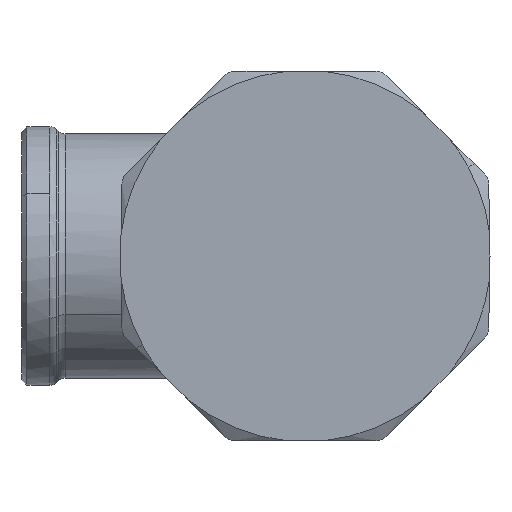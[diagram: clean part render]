
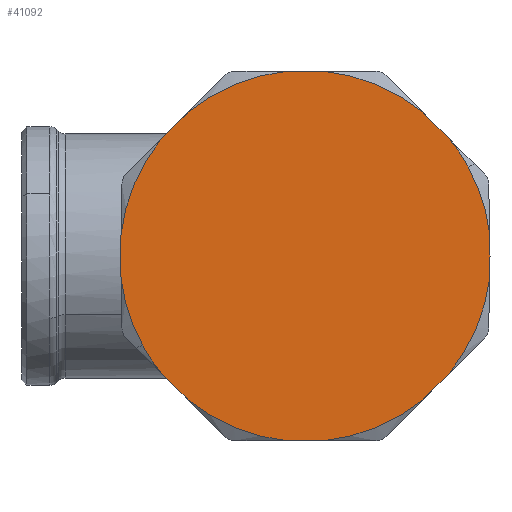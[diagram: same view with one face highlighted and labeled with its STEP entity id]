
A CAD part, left-side view. The second image highlights one B-rep face of the part: STEP entity #41092.
In plain terms, the highlighted planar face has unit normal (-1, 0, 0).
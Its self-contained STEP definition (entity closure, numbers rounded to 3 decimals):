
#39126=CARTESIAN_POINT('Axis2P3D Location',(-57.206,0.,0.)) ;
#39130=CARTESIAN_POINT('Vertex',(-57.206,-16.674,9.109)) ;
#39132=CARTESIAN_POINT('Vertex',(-57.206,-14.741,11.988)) ;
#39154=CARTESIAN_POINT('Axis2P3D Location',(-57.206,0.,0.)) ;
#39158=CARTESIAN_POINT('Vertex',(-57.206,-11.988,14.741)) ;
#39160=CARTESIAN_POINT('Vertex',(-57.206,-1.947,18.9)) ;
#39182=CARTESIAN_POINT('Axis2P3D Location',(-57.206,0.,0.)) ;
#39186=CARTESIAN_POINT('Vertex',(-57.206,-18.863,2.276)) ;
#40625=CARTESIAN_POINT('Axis2P3D Location',(-57.206,0.,0.)) ;
#40629=CARTESIAN_POINT('Vertex',(-57.206,-14.741,-11.988)) ;
#40631=CARTESIAN_POINT('Vertex',(-57.206,-18.863,-2.276)) ;
#40695=CARTESIAN_POINT('Axis2P3D Location',(-57.206,0.,0.)) ;
#40699=CARTESIAN_POINT('Vertex',(-57.206,-1.947,-18.9)) ;
#40701=CARTESIAN_POINT('Vertex',(-57.206,-11.988,-14.741)) ;
#40765=CARTESIAN_POINT('Axis2P3D Location',(-57.206,0.,0.)) ;
#40769=CARTESIAN_POINT('Vertex',(-57.206,16.674,-9.109)) ;
#40771=CARTESIAN_POINT('Vertex',(-57.206,14.741,-11.988)) ;
#40793=CARTESIAN_POINT('Axis2P3D Location',(-57.206,0.,0.)) ;
#40797=CARTESIAN_POINT('Vertex',(-57.206,11.988,-14.741)) ;
#40799=CARTESIAN_POINT('Vertex',(-57.206,1.947,-18.9)) ;
#40821=CARTESIAN_POINT('Axis2P3D Location',(-57.206,0.,0.)) ;
#40825=CARTESIAN_POINT('Vertex',(-57.206,18.863,-2.276)) ;
#40974=CARTESIAN_POINT('Axis2P3D Location',(-57.206,0.,0.)) ;
#40978=CARTESIAN_POINT('Vertex',(-57.206,1.947,18.9)) ;
#40980=CARTESIAN_POINT('Vertex',(-57.206,11.988,14.741)) ;
#41002=CARTESIAN_POINT('Axis2P3D Location',(-57.206,19.,0.)) ;
#41007=CARTESIAN_POINT('Line Origine',(-57.206,-13.364,13.364)) ;
#41012=CARTESIAN_POINT('Line Origine',(-57.206,0.,18.9)) ;
#41017=CARTESIAN_POINT('Line Origine',(-57.206,13.364,13.364)) ;
#41021=CARTESIAN_POINT('Vertex',(-57.206,14.741,11.988)) ;
#41024=CARTESIAN_POINT('Axis2P3D Location',(-57.206,0.,0.)) ;
#41028=CARTESIAN_POINT('Vertex',(-57.206,18.863,2.276)) ;
#41031=CARTESIAN_POINT('Line Origine',(-57.206,18.883,1.138)) ;
#41035=CARTESIAN_POINT('Vertex',(-57.206,18.903,0.)) ;
#41038=CARTESIAN_POINT('Line Origine',(-57.206,18.883,-1.138)) ;
#41043=CARTESIAN_POINT('Line Origine',(-57.206,13.364,-13.364)) ;
#41048=CARTESIAN_POINT('Line Origine',(-57.206,0.,-18.9)) ;
#41053=CARTESIAN_POINT('Line Origine',(-57.206,-13.364,-13.364)) ;
#41058=CARTESIAN_POINT('Line Origine',(-57.206,-18.883,-1.138)) ;
#41062=CARTESIAN_POINT('Vertex',(-57.206,-18.903,0.)) ;
#41065=CARTESIAN_POINT('Line Origine',(-57.206,-18.883,1.138)) ;
#39127=DIRECTION('Axis2P3D Direction',(1.,0.,0.)) ;
#39155=DIRECTION('Axis2P3D Direction',(1.,0.,0.)) ;
#39183=DIRECTION('Axis2P3D Direction',(1.,0.,0.)) ;
#40626=DIRECTION('Axis2P3D Direction',(1.,0.,0.)) ;
#40696=DIRECTION('Axis2P3D Direction',(1.,0.,0.)) ;
#40766=DIRECTION('Axis2P3D Direction',(1.,0.,0.)) ;
#40794=DIRECTION('Axis2P3D Direction',(1.,0.,0.)) ;
#40822=DIRECTION('Axis2P3D Direction',(1.,0.,0.)) ;
#40975=DIRECTION('Axis2P3D Direction',(1.,0.,0.)) ;
#41003=DIRECTION('Axis2P3D Direction',(-1.,0.,0.)) ;
#41004=DIRECTION('Axis2P3D XDirection',(0.,1.,0.)) ;
#41008=DIRECTION('Vector Direction',(0.,-0.707,-0.707)) ;
#41013=DIRECTION('Vector Direction',(0.,-1.,0.)) ;
#41018=DIRECTION('Vector Direction',(0.,-0.707,0.707)) ;
#41025=DIRECTION('Axis2P3D Direction',(-1.,0.,0.)) ;
#41032=DIRECTION('Vector Direction',(0.,0.017,-1.)) ;
#41039=DIRECTION('Vector Direction',(0.,-0.017,-1.)) ;
#41044=DIRECTION('Vector Direction',(0.,0.707,0.707)) ;
#41049=DIRECTION('Vector Direction',(0.,1.,0.)) ;
#41054=DIRECTION('Vector Direction',(0.,0.707,-0.707)) ;
#41059=DIRECTION('Vector Direction',(0.,0.017,-1.)) ;
#41066=DIRECTION('Vector Direction',(0.,0.017,1.)) ;
#39128=AXIS2_PLACEMENT_3D('Circle Axis2P3D',#39126,#39127,$) ;
#39156=AXIS2_PLACEMENT_3D('Circle Axis2P3D',#39154,#39155,$) ;
#39184=AXIS2_PLACEMENT_3D('Circle Axis2P3D',#39182,#39183,$) ;
#40627=AXIS2_PLACEMENT_3D('Circle Axis2P3D',#40625,#40626,$) ;
#40697=AXIS2_PLACEMENT_3D('Circle Axis2P3D',#40695,#40696,$) ;
#40767=AXIS2_PLACEMENT_3D('Circle Axis2P3D',#40765,#40766,$) ;
#40795=AXIS2_PLACEMENT_3D('Circle Axis2P3D',#40793,#40794,$) ;
#40823=AXIS2_PLACEMENT_3D('Circle Axis2P3D',#40821,#40822,$) ;
#40976=AXIS2_PLACEMENT_3D('Circle Axis2P3D',#40974,#40975,$) ;
#41005=AXIS2_PLACEMENT_3D('Plane Axis2P3D',#41002,#41003,#41004) ;
#41026=AXIS2_PLACEMENT_3D('Circle Axis2P3D',#41024,#41025,$) ;
#41071=ORIENTED_EDGE('',*,*,#41011,.F.) ;
#41072=ORIENTED_EDGE('',*,*,#39162,.T.) ;
#41073=ORIENTED_EDGE('',*,*,#41016,.F.) ;
#41074=ORIENTED_EDGE('',*,*,#40982,.T.) ;
#41075=ORIENTED_EDGE('',*,*,#41023,.F.) ;
#41076=ORIENTED_EDGE('',*,*,#41030,.T.) ;
#41077=ORIENTED_EDGE('',*,*,#41037,.T.) ;
#41078=ORIENTED_EDGE('',*,*,#41042,.T.) ;
#41079=ORIENTED_EDGE('',*,*,#40827,.T.) ;
#41080=ORIENTED_EDGE('',*,*,#40773,.T.) ;
#41081=ORIENTED_EDGE('',*,*,#41047,.F.) ;
#41082=ORIENTED_EDGE('',*,*,#40801,.T.) ;
#41083=ORIENTED_EDGE('',*,*,#41052,.F.) ;
#41084=ORIENTED_EDGE('',*,*,#40703,.T.) ;
#41085=ORIENTED_EDGE('',*,*,#41057,.F.) ;
#41086=ORIENTED_EDGE('',*,*,#40633,.T.) ;
#41087=ORIENTED_EDGE('',*,*,#41064,.F.) ;
#41088=ORIENTED_EDGE('',*,*,#41069,.T.) ;
#41089=ORIENTED_EDGE('',*,*,#39188,.T.) ;
#41090=ORIENTED_EDGE('',*,*,#39134,.T.) ;
#41009=VECTOR('Line Direction',#41008,1.) ;
#41014=VECTOR('Line Direction',#41013,1.) ;
#41019=VECTOR('Line Direction',#41018,1.) ;
#41033=VECTOR('Line Direction',#41032,1.) ;
#41040=VECTOR('Line Direction',#41039,1.) ;
#41045=VECTOR('Line Direction',#41044,1.) ;
#41050=VECTOR('Line Direction',#41049,1.) ;
#41055=VECTOR('Line Direction',#41054,1.) ;
#41060=VECTOR('Line Direction',#41059,1.) ;
#41067=VECTOR('Line Direction',#41066,1.) ;
#41092=ADVANCED_FACE('PartBody',(#41091),#41006,.T.) ;
#39129=CIRCLE('generated circle',#39128,19.) ;
#39157=CIRCLE('generated circle',#39156,19.) ;
#39185=CIRCLE('generated circle',#39184,19.) ;
#40628=CIRCLE('generated circle',#40627,19.) ;
#40698=CIRCLE('generated circle',#40697,19.) ;
#40768=CIRCLE('generated circle',#40767,19.) ;
#40796=CIRCLE('generated circle',#40795,19.) ;
#40824=CIRCLE('generated circle',#40823,19.) ;
#40977=CIRCLE('generated circle',#40976,19.) ;
#41027=CIRCLE('generated circle',#41026,19.) ;
#39134=EDGE_CURVE('',#39131,#39133,#39129,.F.) ;
#39162=EDGE_CURVE('',#39159,#39161,#39157,.F.) ;
#39188=EDGE_CURVE('',#39187,#39131,#39185,.F.) ;
#40633=EDGE_CURVE('',#40630,#40632,#40628,.F.) ;
#40703=EDGE_CURVE('',#40700,#40702,#40698,.F.) ;
#40773=EDGE_CURVE('',#40770,#40772,#40768,.F.) ;
#40801=EDGE_CURVE('',#40798,#40800,#40796,.F.) ;
#40827=EDGE_CURVE('',#40826,#40770,#40824,.F.) ;
#40982=EDGE_CURVE('',#40979,#40981,#40977,.F.) ;
#41011=EDGE_CURVE('',#39159,#39133,#41010,.T.) ;
#41016=EDGE_CURVE('',#40979,#39161,#41015,.T.) ;
#41023=EDGE_CURVE('',#41022,#40981,#41020,.T.) ;
#41030=EDGE_CURVE('',#41022,#41029,#41027,.T.) ;
#41037=EDGE_CURVE('',#41029,#41036,#41034,.T.) ;
#41042=EDGE_CURVE('',#41036,#40826,#41041,.T.) ;
#41047=EDGE_CURVE('',#40798,#40772,#41046,.T.) ;
#41052=EDGE_CURVE('',#40700,#40800,#41051,.T.) ;
#41057=EDGE_CURVE('',#40630,#40702,#41056,.T.) ;
#41064=EDGE_CURVE('',#41063,#40632,#41061,.T.) ;
#41069=EDGE_CURVE('',#41063,#39187,#41068,.T.) ;
#41070=EDGE_LOOP('',(#41071,#41072,#41073,#41074,#41075,#41076,#41077,#41078,#41079,#41080,#41081,#41082,#41083,#41084,#41085,#41086,#41087,#41088,#41089,#41090)) ;
#41091=FACE_OUTER_BOUND('',#41070,.T.) ;
#41010=LINE('Line',#41007,#41009) ;
#41015=LINE('Line',#41012,#41014) ;
#41020=LINE('Line',#41017,#41019) ;
#41034=LINE('Line',#41031,#41033) ;
#41041=LINE('Line',#41038,#41040) ;
#41046=LINE('Line',#41043,#41045) ;
#41051=LINE('Line',#41048,#41050) ;
#41056=LINE('Line',#41053,#41055) ;
#41061=LINE('Line',#41058,#41060) ;
#41068=LINE('Line',#41065,#41067) ;
#41006=PLANE('',#41005) ;
#39131=VERTEX_POINT('',#39130) ;
#39133=VERTEX_POINT('',#39132) ;
#39159=VERTEX_POINT('',#39158) ;
#39161=VERTEX_POINT('',#39160) ;
#39187=VERTEX_POINT('',#39186) ;
#40630=VERTEX_POINT('',#40629) ;
#40632=VERTEX_POINT('',#40631) ;
#40700=VERTEX_POINT('',#40699) ;
#40702=VERTEX_POINT('',#40701) ;
#40770=VERTEX_POINT('',#40769) ;
#40772=VERTEX_POINT('',#40771) ;
#40798=VERTEX_POINT('',#40797) ;
#40800=VERTEX_POINT('',#40799) ;
#40826=VERTEX_POINT('',#40825) ;
#40979=VERTEX_POINT('',#40978) ;
#40981=VERTEX_POINT('',#40980) ;
#41022=VERTEX_POINT('',#41021) ;
#41029=VERTEX_POINT('',#41028) ;
#41036=VERTEX_POINT('',#41035) ;
#41063=VERTEX_POINT('',#41062) ;
